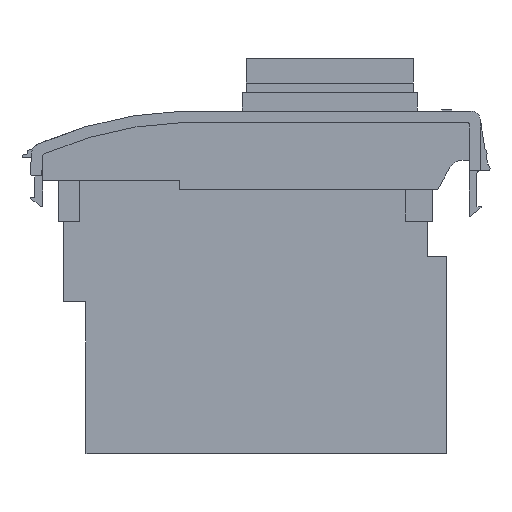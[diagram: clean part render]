
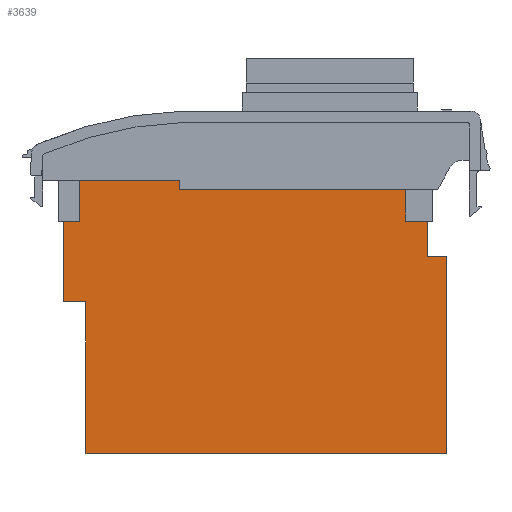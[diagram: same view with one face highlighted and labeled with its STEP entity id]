
A CAD part, left-side view. The second image highlights one B-rep face of the part: STEP entity #3639.
In plain terms, the highlighted planar face has unit normal (-1, 0, 0).
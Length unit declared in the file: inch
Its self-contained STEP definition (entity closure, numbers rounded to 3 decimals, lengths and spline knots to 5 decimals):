
#31 = VERTEX_POINT ( 'NONE', #2266 ) ;
#309 = VERTEX_POINT ( 'NONE', #2769 ) ;
#645 = EDGE_CURVE ( 'NONE', #804, #309, #5017, .T. ) ;
#653 = VERTEX_POINT ( 'NONE', #5052 ) ;
#660 = EDGE_CURVE ( 'NONE', #653, #804, #5043, .T. ) ;
#665 = EDGE_CURVE ( 'NONE', #31, #653, #5038, .T. ) ;
#804 = VERTEX_POINT ( 'NONE', #5340 ) ;
#1038 = EDGE_CURVE ( 'NONE', #1071, #1039, #5995, .T. ) ;
#1039 = VERTEX_POINT ( 'NONE', #5991 ) ;
#1062 = VERTEX_POINT ( 'NONE', #6028 ) ;
#1070 = EDGE_CURVE ( 'NONE', #1062, #1071, #6071, .T. ) ;
#1071 = VERTEX_POINT ( 'NONE', #6067 ) ;
#1075 = VERTEX_POINT ( 'NONE', #6099 ) ;
#1115 = EDGE_CURVE ( 'NONE', #1075, #1062, #6142, .T. ) ;
#2101 = EDGE_CURVE ( 'NONE', #1039, #31, #10930, .T. ) ;
#2158 = VERTEX_POINT ( 'NONE', #11037 ) ;
#2160 = EDGE_CURVE ( 'NONE', #4316, #2158, #11017, .T. ) ;
#2266 = CARTESIAN_POINT ( 'NONE',  ( 1.83506, 3.99348, 0.41 ) ) ;
#2769 = CARTESIAN_POINT ( 'NONE',  ( 1.83506, 1.73848, 0.35 ) ) ;
#3634 = ORIENTED_EDGE ( 'NONE', *, *, #3786, .T. ) ;
#3638 = EDGE_LOOP ( 'NONE', ( #3634, #3780, #3781, #3767, #3768, #3672, #3659, #3643, #3644, #3645, #3646, #3647 ) ) ;
#3639 = ADVANCED_FACE ( 'NONE', ( #11167 ), #11147, .T. ) ;
#3643 = ORIENTED_EDGE ( 'NONE', *, *, #1115, .F. ) ;
#3644 = ORIENTED_EDGE ( 'NONE', *, *, #5746, .F. ) ;
#3645 = ORIENTED_EDGE ( 'NONE', *, *, #3775, .F. ) ;
#3646 = ORIENTED_EDGE ( 'NONE', *, *, #2160, .F. ) ;
#3647 = ORIENTED_EDGE ( 'NONE', *, *, #3648, .F. ) ;
#3648 = EDGE_CURVE ( 'NONE', #3787, #4316, #11200, .T. ) ;
#3659 = ORIENTED_EDGE ( 'NONE', *, *, #1070, .F. ) ;
#3672 = ORIENTED_EDGE ( 'NONE', *, *, #1038, .F. ) ;
#3767 = ORIENTED_EDGE ( 'NONE', *, *, #665, .F. ) ;
#3768 = ORIENTED_EDGE ( 'NONE', *, *, #2101, .F. ) ;
#3771 = VERTEX_POINT ( 'NONE', #11442 ) ;
#3775 = EDGE_CURVE ( 'NONE', #2158, #3771, #11495, .T. ) ;
#3780 = ORIENTED_EDGE ( 'NONE', *, *, #645, .F. ) ;
#3781 = ORIENTED_EDGE ( 'NONE', *, *, #660, .F. ) ;
#3786 = EDGE_CURVE ( 'NONE', #3787, #309, #11482, .T. ) ;
#3787 = VERTEX_POINT ( 'NONE', #11478 ) ;
#4316 = VERTEX_POINT ( 'NONE', #12643 ) ;
#5014 = DIRECTION ( 'NONE',  ( 0., -1., 0. ) ) ;
#5015 = VECTOR ( 'NONE', #5014, 39.37008 ) ;
#5016 = CARTESIAN_POINT ( 'NONE',  ( 1.83506, 1.52916, 0.35 ) ) ;
#5017 = LINE ( 'NONE', #5016, #5015 ) ;
#5038 = LINE ( 'NONE', #5092, #5091 ) ;
#5040 = DIRECTION ( 'NONE',  ( 0., 0., -1. ) ) ;
#5041 = VECTOR ( 'NONE', #5040, 39.37008 ) ;
#5042 = CARTESIAN_POINT ( 'NONE',  ( 1.83506, 3.22916, 0.35 ) ) ;
#5043 = LINE ( 'NONE', #5042, #5041 ) ;
#5052 = CARTESIAN_POINT ( 'NONE',  ( 1.83506, 3.22916, 0.41 ) ) ;
#5090 = DIRECTION ( 'NONE',  ( 0., -1., 0. ) ) ;
#5091 = VECTOR ( 'NONE', #5090, 39.37008 ) ;
#5092 = CARTESIAN_POINT ( 'NONE',  ( 1.83506, 3.22916, 0.41 ) ) ;
#5340 = CARTESIAN_POINT ( 'NONE',  ( 1.83506, 3.22916, 0.35 ) ) ;
#5746 = EDGE_CURVE ( 'NONE', #3771, #1075, #13857, .T. ) ;
#5991 = CARTESIAN_POINT ( 'NONE',  ( 1.83506, 3.99348, -0.39 ) ) ;
#5992 = DIRECTION ( 'NONE',  ( 0., 1., 0. ) ) ;
#5993 = VECTOR ( 'NONE', #5992, 39.37008 ) ;
#5994 = CARTESIAN_POINT ( 'NONE',  ( 1.83506, 3.99348, -0.39 ) ) ;
#5995 = LINE ( 'NONE', #5994, #5993 ) ;
#6028 = CARTESIAN_POINT ( 'NONE',  ( 1.83506, 3.84348, -1.39 ) ) ;
#6067 = CARTESIAN_POINT ( 'NONE',  ( 1.83506, 3.84348, -0.39 ) ) ;
#6068 = DIRECTION ( 'NONE',  ( 0., 0., 1. ) ) ;
#6069 = VECTOR ( 'NONE', #6068, 39.37008 ) ;
#6070 = CARTESIAN_POINT ( 'NONE',  ( 1.83506, 3.84348, -0.39 ) ) ;
#6071 = LINE ( 'NONE', #6070, #6069 ) ;
#6099 = CARTESIAN_POINT ( 'NONE',  ( 1.83506, 1.46848, -1.39 ) ) ;
#6140 = VECTOR ( 'NONE', #6196, 39.37008 ) ;
#6141 = CARTESIAN_POINT ( 'NONE',  ( 1.83506, 1.46848, -1.39 ) ) ;
#6142 = LINE ( 'NONE', #6141, #6140 ) ;
#6196 = DIRECTION ( 'NONE',  ( 0., 1., 0. ) ) ;
#10927 = DIRECTION ( 'NONE',  ( 0., 0., 1. ) ) ;
#10928 = VECTOR ( 'NONE', #10927, 39.37008 ) ;
#10929 = CARTESIAN_POINT ( 'NONE',  ( 1.83506, 3.99348, 0.64 ) ) ;
#10930 = LINE ( 'NONE', #10929, #10928 ) ;
#11014 = DIRECTION ( 'NONE',  ( 0., 0., -1. ) ) ;
#11015 = VECTOR ( 'NONE', #11014, 39.37008 ) ;
#11016 = CARTESIAN_POINT ( 'NONE',  ( 1.83506, 1.59848, -0.09 ) ) ;
#11017 = LINE ( 'NONE', #11016, #11015 ) ;
#11037 = CARTESIAN_POINT ( 'NONE',  ( 1.83506, 1.59848, -0.09 ) ) ;
#11145 = CARTESIAN_POINT ( 'NONE',  ( 1.83506, 3.84348, -1.39 ) ) ;
#11146 = AXIS2_PLACEMENT_3D ( 'NONE', #11145, #11204, #11203 ) ;
#11147 = PLANE ( 'NONE',  #11146 ) ;
#11167 = FACE_OUTER_BOUND ( 'NONE', #3638, .T. ) ;
#11193 = DIRECTION ( 'NONE',  ( 0., -1., 0. ) ) ;
#11194 = VECTOR ( 'NONE', #11193, 39.37008 ) ;
#11196 = CARTESIAN_POINT ( 'NONE',  ( 1.83506, 3.84348, 0.14 ) ) ;
#11200 = LINE ( 'NONE', #11196, #11194 ) ;
#11203 = DIRECTION ( 'NONE',  ( 0., 0., 1. ) ) ;
#11204 = DIRECTION ( 'NONE',  ( -1., 0., 0. ) ) ;
#11442 = CARTESIAN_POINT ( 'NONE',  ( 1.83506, 1.46848, -0.09 ) ) ;
#11478 = CARTESIAN_POINT ( 'NONE',  ( 1.83506, 1.73848, 0.14 ) ) ;
#11479 = DIRECTION ( 'NONE',  ( 0., 0., 1. ) ) ;
#11480 = VECTOR ( 'NONE', #11479, 39.37008 ) ;
#11481 = CARTESIAN_POINT ( 'NONE',  ( 1.83506, 1.73848, 0.14 ) ) ;
#11482 = LINE ( 'NONE', #11481, #11480 ) ;
#11492 = DIRECTION ( 'NONE',  ( 0., -1., 0. ) ) ;
#11493 = VECTOR ( 'NONE', #11492, 39.37008 ) ;
#11494 = CARTESIAN_POINT ( 'NONE',  ( 1.83506, 1.46848, -0.09 ) ) ;
#11495 = LINE ( 'NONE', #11494, #11493 ) ;
#12643 = CARTESIAN_POINT ( 'NONE',  ( 1.83506, 1.59848, 0.14 ) ) ;
#13857 = LINE ( 'NONE', #13916, #13915 ) ;
#13914 = DIRECTION ( 'NONE',  ( 0., 0., -1. ) ) ;
#13915 = VECTOR ( 'NONE', #13914, 39.37008 ) ;
#13916 = CARTESIAN_POINT ( 'NONE',  ( 1.83506, 1.46848, -0.09 ) ) ;
